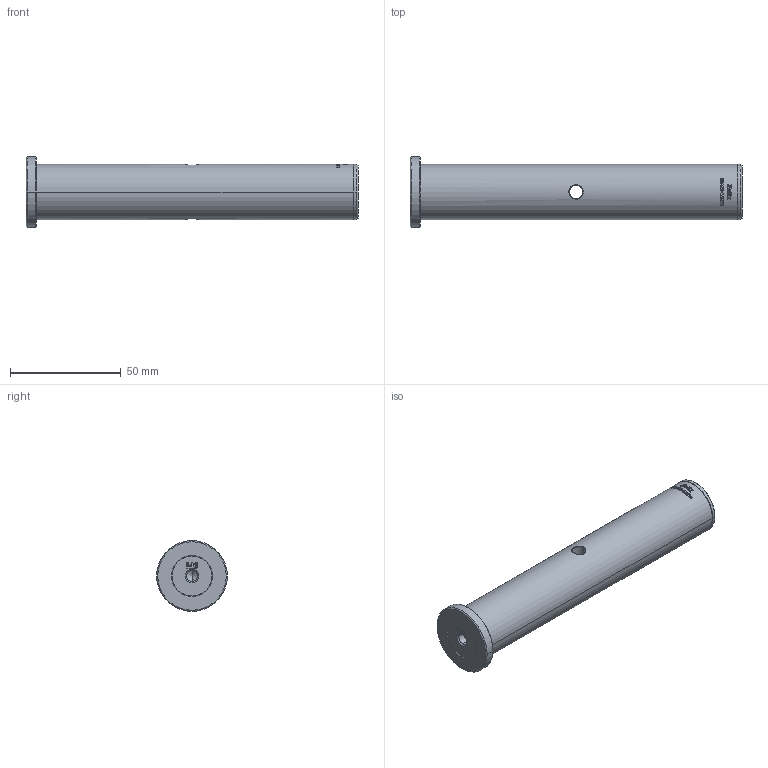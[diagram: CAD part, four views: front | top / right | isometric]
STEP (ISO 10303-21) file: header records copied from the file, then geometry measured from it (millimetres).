
FILE_DESCRIPTION (( 'STEP AP203' ), '1' );
FILE_NAME ('SRA25-150T4.STEP', '2025-07-18T06:07:33', ( '' ), ( '' ), 'SwSTEP 2.0', 'SolidWorks 2020', '' );
FILE_SCHEMA (( 'CONFIG_CONTROL_DESIGN' ));
Length unit declared in the file: millimetre
Products named in the file (1): SRA25-150T4
Bounding box: 150 x 32 x 32 mm (x, y, z)
Volume: 73887.1 mm3; surface area: 14167.5 mm2
Topology: 1 solids, 1 shells, 487 faces, 1319 edges, 864 vertices
Faces by surface type: bspline 304, plane 110, cylinder 41, cone 30, torus 2
Entity records: 29104 total; most frequent: CARTESIAN_POINT 19393, ORIENTED_EDGE 2622, EDGE_CURVE 1311, B_SPLINE_CURVE_WITH_KNOTS 909, DIRECTION 908, VERTEX_POINT 864, EDGE_LOOP 527, ADVANCED_FACE 487
